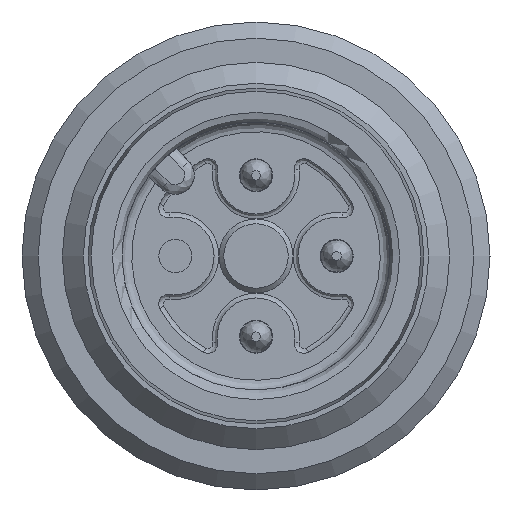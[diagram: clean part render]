
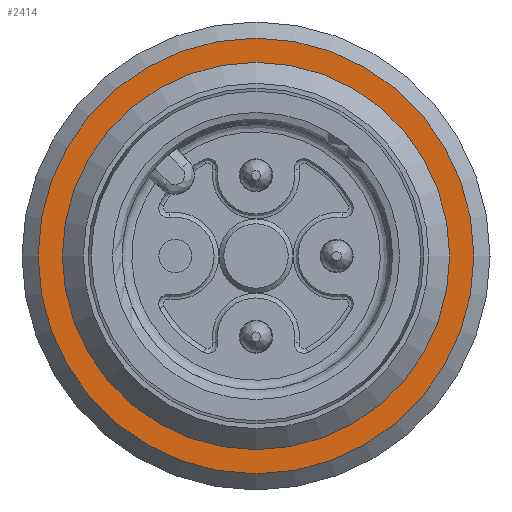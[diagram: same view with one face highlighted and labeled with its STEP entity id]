
A CAD part, left-side view. The second image highlights one B-rep face of the part: STEP entity #2414.
In plain terms, the highlighted planar face has unit normal (-1, 0, 0).
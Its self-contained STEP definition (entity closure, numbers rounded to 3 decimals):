
#293=PLANE('',#2733);
#355=FACE_BOUND('',#737,.T.);
#523=FACE_OUTER_BOUND('',#736,.T.);
#736=EDGE_LOOP('',(#1993));
#737=EDGE_LOOP('',(#1994));
#947=CIRCLE('',#2732,5.687);
#948=CIRCLE('',#2734,6.75);
#1160=VERTEX_POINT('',#4547);
#1161=VERTEX_POINT('',#4550);
#1449=EDGE_CURVE('',#1160,#1160,#947,.T.);
#1450=EDGE_CURVE('',#1161,#1161,#948,.T.);
#1993=ORIENTED_EDGE('',*,*,#1450,.F.);
#1994=ORIENTED_EDGE('',*,*,#1449,.T.);
#2414=ADVANCED_FACE('',(#523,#355),#293,.T.);
#2732=AXIS2_PLACEMENT_3D('',#4548,#3441,#3442);
#2733=AXIS2_PLACEMENT_3D('',#4549,#3443,#3444);
#2734=AXIS2_PLACEMENT_3D('',#4551,#3445,#3446);
#3441=DIRECTION('center_axis',(1.,0.,0.));
#3442=DIRECTION('ref_axis',(0.,1.,0.));
#3443=DIRECTION('center_axis',(-1.,0.,0.));
#3444=DIRECTION('ref_axis',(0.,1.,0.));
#3445=DIRECTION('center_axis',(1.,0.,0.));
#3446=DIRECTION('ref_axis',(0.,1.,0.));
#4547=CARTESIAN_POINT('',(-337.896,-3.187,4.5));
#4548=CARTESIAN_POINT('Origin',(-337.896,2.5,4.5));
#4549=CARTESIAN_POINT('Origin',(-337.896,8.718,4.5));
#4550=CARTESIAN_POINT('',(-337.896,-4.25,4.5));
#4551=CARTESIAN_POINT('Origin',(-337.896,2.5,4.5));
